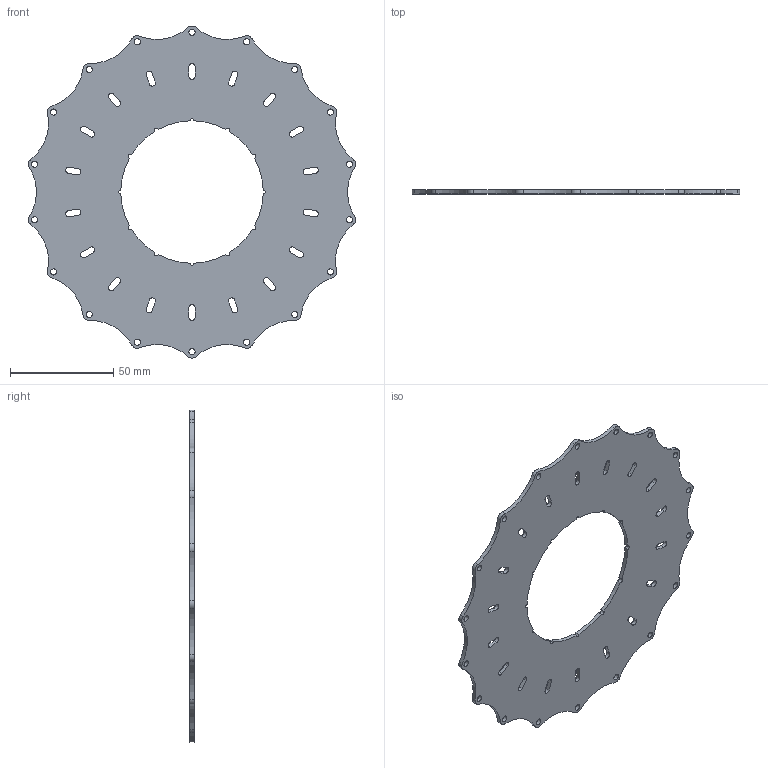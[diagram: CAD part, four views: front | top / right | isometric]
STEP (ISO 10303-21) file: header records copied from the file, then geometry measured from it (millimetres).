
FILE_DESCRIPTION(/* description */ (''),/* implementation_level */ '2;1');
FILE_NAME(/* name */ 'Baseplate new.stp',/* time_stamp */ '2017-08-20T12:11:49+02:00',/* author */ ('Sybrandt'),/* organization */ (''),/* preprocessor_version */ 'ST-DEVELOPER v16.5',/* originating_system */ 'Autodesk Inventor 2017',/* authorisation */ '');
FILE_SCHEMA (('AUTOMOTIVE_DESIGN { 1 0 10303 214 3 1 1 }'));
Length unit declared in the file: millimetre
Products named in the file (1): Baseplate new
Bounding box: 158.63 x 2 x 160.98 mm (x, y, z)
Volume: 29063.3 mm3; surface area: 31585.9 mm2
Topology: 1 solids, 1 shells, 152 faces, 450 edges, 300 vertices
Faces by surface type: cylinder 114, plane 38
Full cylindrical faces by diameter (mm): 3 x18
Entity records: 5290 total; most frequent: DIRECTION 966, CARTESIAN_POINT 885, ORIENTED_EDGE 864, EDGE_CURVE 432, AXIS2_PLACEMENT_3D 381, VERTEX_POINT 300, EDGE_LOOP 244, CIRCLE 228
